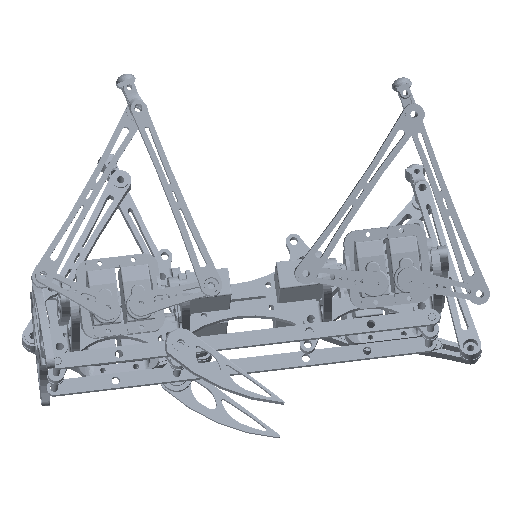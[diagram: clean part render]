
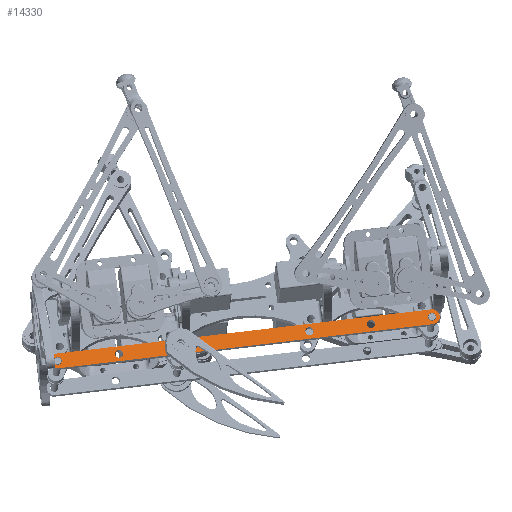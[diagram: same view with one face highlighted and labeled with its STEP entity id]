
A CAD part, front view. The second image highlights one B-rep face of the part: STEP entity #14330.
In plain terms, the highlighted face is planar.
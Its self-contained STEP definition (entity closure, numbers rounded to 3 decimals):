
#971=FACE_BOUND('',#2685,.T.);
#972=FACE_BOUND('',#2686,.T.);
#973=FACE_BOUND('',#2687,.T.);
#974=FACE_BOUND('',#2688,.T.);
#975=FACE_BOUND('',#2689,.T.);
#976=FACE_BOUND('',#2690,.T.);
#1159=PLANE('',#16301);
#1767=FACE_OUTER_BOUND('',#2684,.T.);
#2684=EDGE_LOOP('',(#12355,#12356,#12357,#12358));
#2685=EDGE_LOOP('',(#12359,#12360));
#2686=EDGE_LOOP('',(#12361,#12362));
#2687=EDGE_LOOP('',(#12363,#12364));
#2688=EDGE_LOOP('',(#12365,#12366));
#2689=EDGE_LOOP('',(#12367));
#2690=EDGE_LOOP('',(#12368));
#3578=LINE('',#25988,#4447);
#3582=LINE('',#25999,#4451);
#4447=VECTOR('',#20301,10.);
#4451=VECTOR('',#20313,10.);
#5449=CIRCLE('',#16271,1.7);
#5450=CIRCLE('',#16272,1.7);
#5452=CIRCLE('',#16275,1.7);
#5453=CIRCLE('',#16276,1.7);
#5455=CIRCLE('',#16279,1.7);
#5456=CIRCLE('',#16280,1.7);
#5458=CIRCLE('',#16283,1.7);
#5459=CIRCLE('',#16284,1.7);
#5462=CIRCLE('',#16288,1.7);
#5464=CIRCLE('',#16291,1.7);
#5465=CIRCLE('',#16293,3.2);
#5467=CIRCLE('',#16297,3.2);
#6765=VERTEX_POINT('',#25934);
#6766=VERTEX_POINT('',#25935);
#6768=VERTEX_POINT('',#25942);
#6769=VERTEX_POINT('',#25943);
#6771=VERTEX_POINT('',#25950);
#6772=VERTEX_POINT('',#25951);
#6774=VERTEX_POINT('',#25958);
#6775=VERTEX_POINT('',#25959);
#6778=VERTEX_POINT('',#25968);
#6780=VERTEX_POINT('',#25974);
#6781=VERTEX_POINT('',#25978);
#6782=VERTEX_POINT('',#25979);
#6785=VERTEX_POINT('',#25987);
#6787=VERTEX_POINT('',#25993);
#8665=EDGE_CURVE('',#6765,#6766,#5449,.T.);
#8666=EDGE_CURVE('',#6766,#6765,#5450,.T.);
#8669=EDGE_CURVE('',#6768,#6769,#5452,.T.);
#8670=EDGE_CURVE('',#6769,#6768,#5453,.T.);
#8673=EDGE_CURVE('',#6771,#6772,#5455,.T.);
#8674=EDGE_CURVE('',#6772,#6771,#5456,.T.);
#8677=EDGE_CURVE('',#6774,#6775,#5458,.T.);
#8678=EDGE_CURVE('',#6775,#6774,#5459,.T.);
#8683=EDGE_CURVE('',#6778,#6778,#5462,.T.);
#8686=EDGE_CURVE('',#6780,#6780,#5464,.T.);
#8687=EDGE_CURVE('',#6781,#6782,#5465,.T.);
#8691=EDGE_CURVE('',#6785,#6781,#3578,.T.);
#8694=EDGE_CURVE('',#6787,#6785,#5467,.T.);
#8697=EDGE_CURVE('',#6782,#6787,#3582,.T.);
#12355=ORIENTED_EDGE('',*,*,#8697,.F.);
#12356=ORIENTED_EDGE('',*,*,#8687,.F.);
#12357=ORIENTED_EDGE('',*,*,#8691,.F.);
#12358=ORIENTED_EDGE('',*,*,#8694,.F.);
#12359=ORIENTED_EDGE('',*,*,#8665,.T.);
#12360=ORIENTED_EDGE('',*,*,#8666,.T.);
#12361=ORIENTED_EDGE('',*,*,#8669,.T.);
#12362=ORIENTED_EDGE('',*,*,#8670,.T.);
#12363=ORIENTED_EDGE('',*,*,#8673,.T.);
#12364=ORIENTED_EDGE('',*,*,#8674,.T.);
#12365=ORIENTED_EDGE('',*,*,#8677,.T.);
#12366=ORIENTED_EDGE('',*,*,#8678,.T.);
#12367=ORIENTED_EDGE('',*,*,#8686,.F.);
#12368=ORIENTED_EDGE('',*,*,#8683,.F.);
#14330=ADVANCED_FACE('',(#1767,#971,#972,#973,#974,#975,#976),#1159,.F.);
#16271=AXIS2_PLACEMENT_3D('',#25936,#20243,#20244);
#16272=AXIS2_PLACEMENT_3D('',#25937,#20245,#20246);
#16275=AXIS2_PLACEMENT_3D('',#25944,#20252,#20253);
#16276=AXIS2_PLACEMENT_3D('',#25945,#20254,#20255);
#16279=AXIS2_PLACEMENT_3D('',#25952,#20261,#20262);
#16280=AXIS2_PLACEMENT_3D('',#25953,#20263,#20264);
#16283=AXIS2_PLACEMENT_3D('',#25960,#20270,#20271);
#16284=AXIS2_PLACEMENT_3D('',#25961,#20272,#20273);
#16288=AXIS2_PLACEMENT_3D('',#25970,#20282,#20283);
#16291=AXIS2_PLACEMENT_3D('',#25976,#20289,#20290);
#16293=AXIS2_PLACEMENT_3D('',#25980,#20293,#20294);
#16297=AXIS2_PLACEMENT_3D('',#25994,#20306,#20307);
#16301=AXIS2_PLACEMENT_3D('',#26002,#20317,#20318);
#20243=DIRECTION('center_axis',(1.,0.,0.));
#20244=DIRECTION('ref_axis',(0.,1.,0.));
#20245=DIRECTION('center_axis',(1.,0.,0.));
#20246=DIRECTION('ref_axis',(0.,1.,0.));
#20252=DIRECTION('center_axis',(1.,0.,0.));
#20253=DIRECTION('ref_axis',(0.,1.,0.));
#20254=DIRECTION('center_axis',(1.,0.,0.));
#20255=DIRECTION('ref_axis',(0.,1.,0.));
#20261=DIRECTION('center_axis',(1.,0.,0.));
#20262=DIRECTION('ref_axis',(0.,1.,0.));
#20263=DIRECTION('center_axis',(1.,0.,0.));
#20264=DIRECTION('ref_axis',(0.,1.,0.));
#20270=DIRECTION('center_axis',(1.,0.,0.));
#20271=DIRECTION('ref_axis',(0.,1.,0.));
#20272=DIRECTION('center_axis',(1.,0.,0.));
#20273=DIRECTION('ref_axis',(0.,1.,0.));
#20282=DIRECTION('center_axis',(-1.,0.,0.));
#20283=DIRECTION('ref_axis',(0.,-1.,0.));
#20289=DIRECTION('center_axis',(-1.,0.,0.));
#20290=DIRECTION('ref_axis',(0.,-1.,0.));
#20293=DIRECTION('center_axis',(1.,0.,0.));
#20294=DIRECTION('ref_axis',(0.,1.,0.));
#20301=DIRECTION('',(0.,0.,-1.));
#20306=DIRECTION('center_axis',(1.,0.,0.));
#20307=DIRECTION('ref_axis',(0.,1.,0.));
#20313=DIRECTION('',(0.,0.,1.));
#20317=DIRECTION('center_axis',(1.,0.,0.));
#20318=DIRECTION('ref_axis',(0.,0.,-1.));
#25934=CARTESIAN_POINT('',(0.,1.7,-105.74));
#25935=CARTESIAN_POINT('',(0.,-1.7,-105.74));
#25936=CARTESIAN_POINT('Origin',(0.,0.,-105.74));
#25937=CARTESIAN_POINT('Origin',(0.,0.,-105.74));
#25942=CARTESIAN_POINT('',(0.,1.7,-131.498));
#25943=CARTESIAN_POINT('',(0.,-1.7,-131.498));
#25944=CARTESIAN_POINT('Origin',(0.,0.,-131.498));
#25945=CARTESIAN_POINT('Origin',(0.,0.,-131.498));
#25950=CARTESIAN_POINT('',(0.,1.7,-51.516));
#25951=CARTESIAN_POINT('',(0.,-1.7,-51.516));
#25952=CARTESIAN_POINT('Origin',(0.,0.,-51.516));
#25953=CARTESIAN_POINT('Origin',(0.,0.,-51.516));
#25958=CARTESIAN_POINT('',(0.,1.7,-25.758));
#25959=CARTESIAN_POINT('',(0.,-1.7,-25.758));
#25960=CARTESIAN_POINT('Origin',(0.,0.,-25.758));
#25961=CARTESIAN_POINT('Origin',(0.,0.,-25.758));
#25968=CARTESIAN_POINT('',(0.,1.7,-157.256));
#25970=CARTESIAN_POINT('Origin',(0.,0.,-157.256));
#25974=CARTESIAN_POINT('',(0.,1.7,0.));
#25976=CARTESIAN_POINT('Origin',(0.,0.,0.));
#25978=CARTESIAN_POINT('',(0.,-3.2,-157.256));
#25979=CARTESIAN_POINT('',(0.,3.2,-157.256));
#25980=CARTESIAN_POINT('Origin',(0.,0.,-157.256));
#25987=CARTESIAN_POINT('',(0.,-3.2,0.));
#25988=CARTESIAN_POINT('',(0.,-3.2,0.));
#25993=CARTESIAN_POINT('',(0.,3.2,0.));
#25994=CARTESIAN_POINT('Origin',(0.,0.,0.));
#25999=CARTESIAN_POINT('',(0.,3.2,-157.256));
#26002=CARTESIAN_POINT('Origin',(0.,0.,-78.628));
